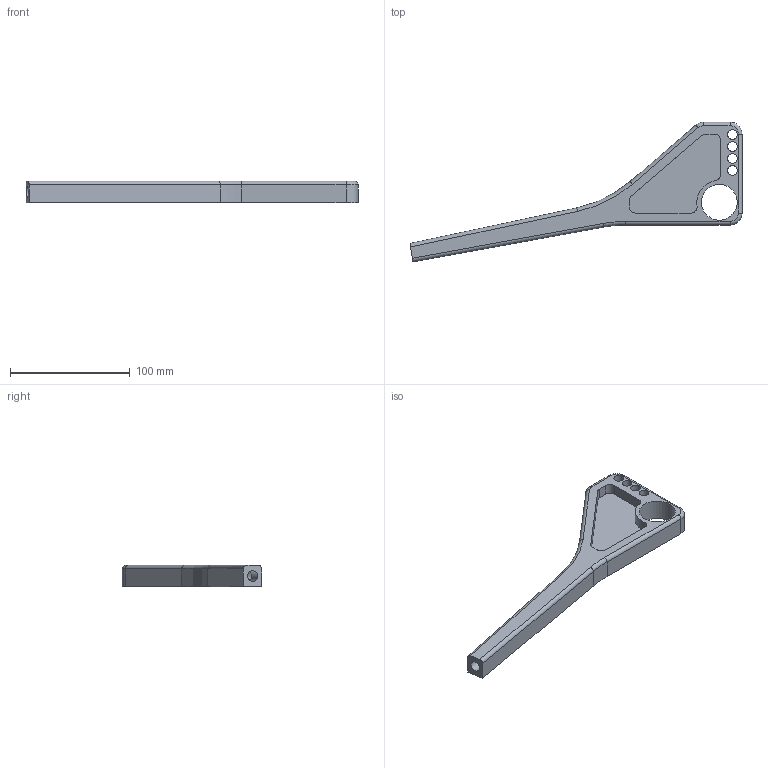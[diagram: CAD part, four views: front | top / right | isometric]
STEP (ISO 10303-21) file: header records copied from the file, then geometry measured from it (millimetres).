
FILE_DESCRIPTION(('FreeCAD Model'),'2;1');
FILE_NAME('RENVOI FREIN.step', '2020-10-08T19:51:20',('Author'),(''), 'Open CASCADE STEP processor 7.3','FreeCAD','Unknown');
FILE_SCHEMA(('AUTOMOTIVE_DESIGN { 1 0 10303 214 1 1 1 1 }'));
Length unit declared in the file: millimetre
Products named in the file (1): Body
Bounding box: 277.8 x 116.75 x 18 mm (x, y, z)
Volume: 137776.6 mm3; surface area: 36318.7 mm2
Topology: 1 solids, 1 shells, 45 faces, 115 edges, 73 vertices
Faces by surface type: cylinder 24, plane 15, torus 5, cone 1
Full cylindrical faces by diameter (mm): 8 x4, 8.8 x1, 30 x1
Entity records: 2953 total; most frequent: CARTESIAN_POINT 564, DIRECTION 472, LINE 249, VECTOR 249, ORIENTED_EDGE 228, PCURVE 228, DEFINITIONAL_REPRESENTATION 228, EDGE_CURVE 114
